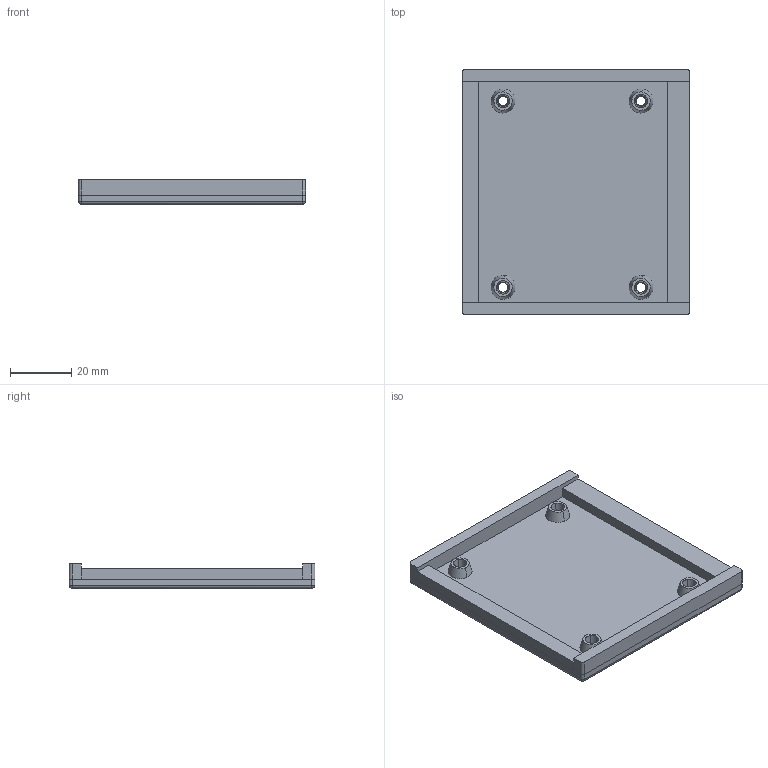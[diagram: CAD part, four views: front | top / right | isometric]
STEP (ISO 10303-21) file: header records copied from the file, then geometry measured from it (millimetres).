
FILE_DESCRIPTION(/* description */ (''),/* implementation_level */ '2;1');
FILE_NAME(/* name */ '4Runner-Seat-Heat-Case-Rev01-Top',/* time_stamp */ '2022-12-24T12:22:23-05:00',/* author */ (''),/* organization */ (''),/* preprocessor_version */ 'ST-DEVELOPER v16.5',/* originating_system */ 'Rhino 7.25',/* authorisation */ '');
FILE_SCHEMA (('CONFIG_CONTROL_DESIGN'));
Length unit declared in the file: millimetre
Products named in the file (1): Document
Bounding box: 74.4 x 80.47 x 8.03 mm (x, y, z)
Volume: 24233.4 mm3; surface area: 15747.6 mm2
Topology: 1 solids, 1 shells, 125 faces, 294 edges, 188 vertices
Faces by surface type: plane 69, bspline 36, cylinder 20
Entity records: 3846 total; most frequent: CARTESIAN_POINT 1775, ORIENTED_EDGE 588, EDGE_CURVE 294, B_SPLINE_CURVE_WITH_KNOTS 201, VERTEX_POINT 188, EDGE_LOOP 150, ADVANCED_FACE 125, FACE_OUTER_BOUND 125
